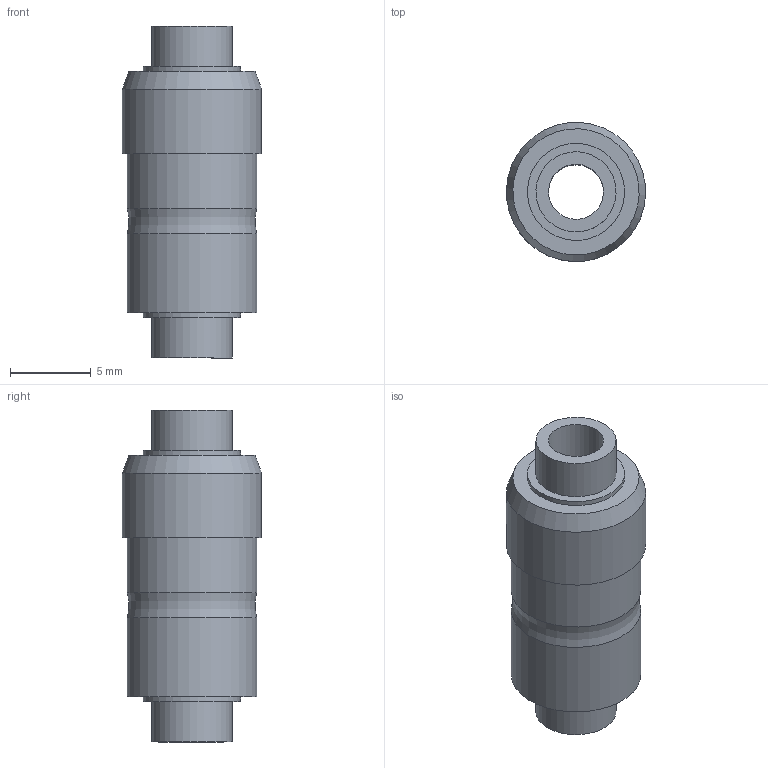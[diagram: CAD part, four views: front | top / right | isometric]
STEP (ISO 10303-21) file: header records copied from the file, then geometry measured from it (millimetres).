
FILE_DESCRIPTION(('FreeCAD Model'),'2;1');
FILE_NAME( 'hobb_v2.step', '2017-04-12T12:54:13',('Author'),(''), 'Open CASCADE STEP processor 6.9','FreeCAD','Unknown');
FILE_SCHEMA(('AUTOMOTIVE_DESIGN_CC2 { 1 2 10303 214 -1 1 5 4 }'));
Length unit declared in the file: millimetre
Products named in the file (2): ASSEMBLY; M_HOBB_v2_EX_Blank
Assembly tree (1 placements, depth 2):
  ASSEMBLY
    M_HOBB_v2_EX_Blank
Bounding box: 8.59 x 8.59 x 20.5 mm (x, y, z)
Volume: 707.6 mm3; surface area: 780.1 mm2
Topology: 1 solids, 1 shells, 17 faces, 28 edges, 18 vertices
Faces by surface type: cylinder 8, plane 7, cone 1, torus 1
Full cylindrical faces by diameter (mm): 3.4 x1, 4.95 x2, 6 x2, 8 x2, 8.6 x1
Entity records: 1127 total; most frequent: CARTESIAN_POINT 500, DIRECTION 111, ORIENTED_EDGE 56, PCURVE 56, DEFINITIONAL_REPRESENTATION 56, AXIS2_PLACEMENT_3D 37, EDGE_CURVE 28, CIRCLE 28
